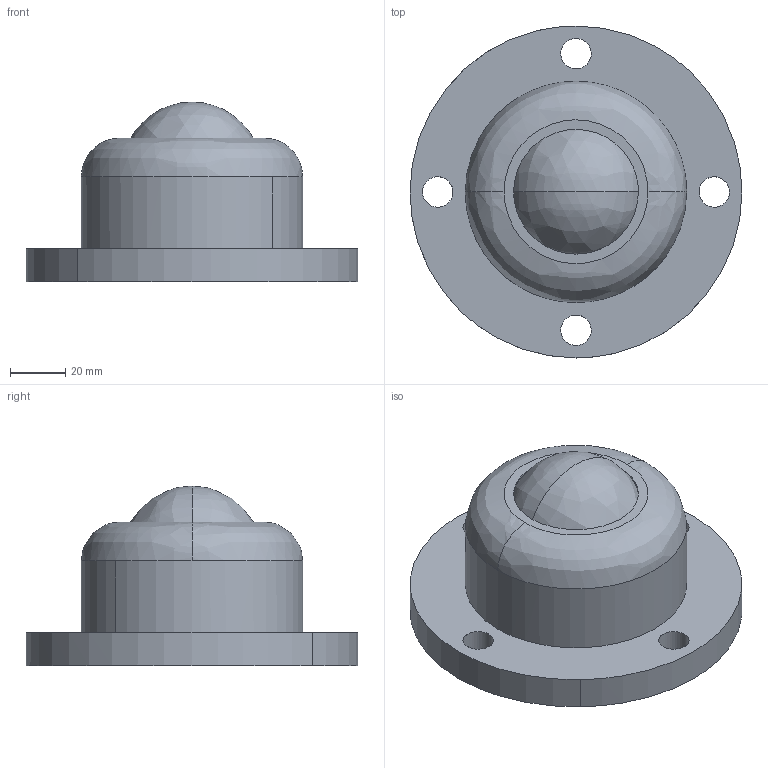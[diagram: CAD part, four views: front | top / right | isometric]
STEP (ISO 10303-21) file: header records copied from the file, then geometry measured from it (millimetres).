
FILE_DESCRIPTION((''),'2;1');
FILE_NAME('','2009-01-19T13:50:14',(''),(''),'','CADfix','');
FILE_SCHEMA(('AUTOMOTIVE_DESIGN { 1 0 10303 214 1 1 1 1 }'));
Length unit declared in the file: millimetre
Bounding box: 120 x 120 x 65 mm (x, y, z)
Volume: 200510.3 mm3; surface area: 61393.1 mm2
Topology: 2 solids, 2 shells, 47 faces, 210 edges, 174 vertices
Faces by surface type: bspline 47
Entity records: 3604 total; most frequent: CARTESIAN_POINT 2374, ORIENTED_EDGE 420, EDGE_CURVE 210, VERTEX_POINT 174, B_SPLINE_CURVE_WITH_KNOTS 174, EDGE_LOOP 62, FACE_OUTER_BOUND 47, ADVANCED_FACE 47
